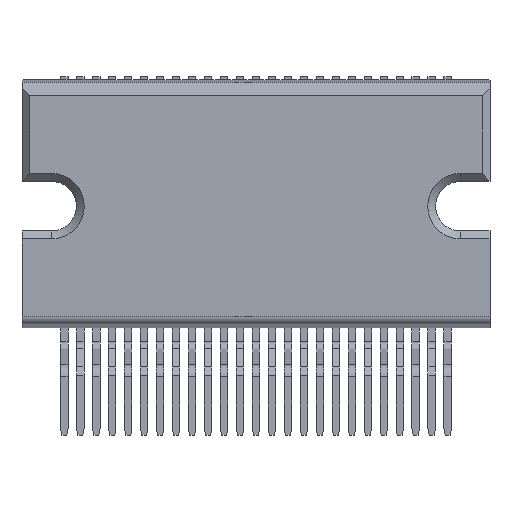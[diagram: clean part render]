
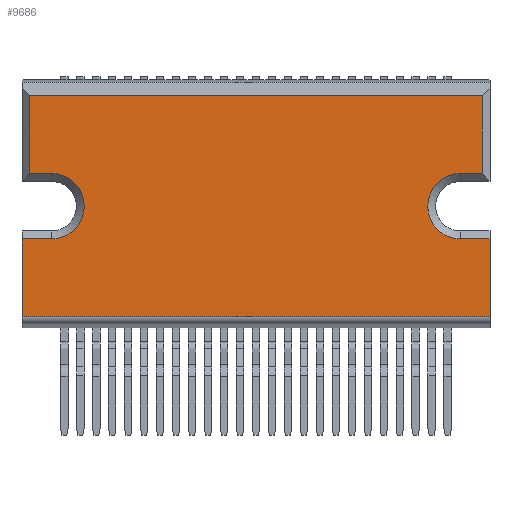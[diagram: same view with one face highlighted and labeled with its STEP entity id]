
A CAD part, front view. The second image highlights one B-rep face of the part: STEP entity #9686.
In plain terms, the highlighted planar face has unit normal (0, -1, 0).
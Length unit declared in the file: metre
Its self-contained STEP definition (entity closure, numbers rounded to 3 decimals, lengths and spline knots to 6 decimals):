
#160=CIRCLE('',#10543,0.00205);
#161=CIRCLE('',#10544,0.00205);
#1502=ORIENTED_EDGE('',*,*,#3856,.T.);
#1503=ORIENTED_EDGE('',*,*,#3880,.T.);
#1504=ORIENTED_EDGE('',*,*,#3881,.T.);
#1505=ORIENTED_EDGE('',*,*,#3882,.T.);
#1506=ORIENTED_EDGE('',*,*,#3883,.T.);
#1507=ORIENTED_EDGE('',*,*,#3884,.T.);
#1508=ORIENTED_EDGE('',*,*,#3885,.T.);
#1509=ORIENTED_EDGE('',*,*,#3886,.T.);
#1510=ORIENTED_EDGE('',*,*,#3887,.T.);
#1511=ORIENTED_EDGE('',*,*,#3888,.T.);
#1512=ORIENTED_EDGE('',*,*,#3862,.F.);
#1513=ORIENTED_EDGE('',*,*,#3889,.F.);
#3856=EDGE_CURVE('',#5125,#5124,#6084,.T.);
#3862=EDGE_CURVE('',#5129,#5130,#6088,.T.);
#3880=EDGE_CURVE('',#5124,#5144,#6102,.T.);
#3881=EDGE_CURVE('',#5144,#5145,#160,.F.);
#3882=EDGE_CURVE('',#5145,#5146,#6103,.T.);
#3883=EDGE_CURVE('',#5146,#5147,#6104,.T.);
#3884=EDGE_CURVE('',#5147,#5148,#6105,.T.);
#3885=EDGE_CURVE('',#5148,#5149,#6106,.T.);
#3886=EDGE_CURVE('',#5149,#5150,#6107,.T.);
#3887=EDGE_CURVE('',#5150,#5151,#161,.F.);
#3888=EDGE_CURVE('',#5151,#5130,#6108,.T.);
#3889=EDGE_CURVE('',#5125,#5129,#6109,.T.);
#5124=VERTEX_POINT('',#15033);
#5125=VERTEX_POINT('',#15035);
#5129=VERTEX_POINT('',#15046);
#5130=VERTEX_POINT('',#15047);
#5144=VERTEX_POINT('',#15081);
#5145=VERTEX_POINT('',#15083);
#5146=VERTEX_POINT('',#15085);
#5147=VERTEX_POINT('',#15087);
#5148=VERTEX_POINT('',#15089);
#5149=VERTEX_POINT('',#15091);
#5150=VERTEX_POINT('',#15093);
#5151=VERTEX_POINT('',#15095);
#6084=LINE('',#15034,#7242);
#6088=LINE('',#15045,#7246);
#6102=LINE('',#15080,#7260);
#6103=LINE('',#15084,#7261);
#6104=LINE('',#15086,#7262);
#6105=LINE('',#15088,#7263);
#6106=LINE('',#15090,#7264);
#6107=LINE('',#15092,#7265);
#6108=LINE('',#15096,#7266);
#6109=LINE('',#15097,#7267);
#7242=VECTOR('',#12124,1.);
#7246=VECTOR('',#12134,1.);
#7260=VECTOR('',#12160,1.);
#7261=VECTOR('',#12163,1.);
#7262=VECTOR('',#12164,1.);
#7263=VECTOR('',#12165,1.);
#7264=VECTOR('',#12166,1.);
#7265=VECTOR('',#12167,1.);
#7266=VECTOR('',#12170,1.);
#7267=VECTOR('',#12171,1.);
#8132=EDGE_LOOP('',(#1502,#1503,#1504,#1505,#1506,#1507,#1508,#1509,#1510,
#1511,#1512,#1513));
#8710=FACE_BOUND('',#8132,.T.);
#9193=PLANE('',#10542);
#9686=ADVANCED_FACE('',(#8710),#9193,.T.);
#10542=AXIS2_PLACEMENT_3D('',#15079,#12158,#12159);
#10543=AXIS2_PLACEMENT_3D('',#15082,#12161,#12162);
#10544=AXIS2_PLACEMENT_3D('',#15094,#12168,#12169);
#12124=DIRECTION('',(0.,0.,1.));
#12134=DIRECTION('',(0.,0.,1.));
#12158=DIRECTION('',(0.,-1.,0.));
#12159=DIRECTION('',(0.,0.,-1.));
#12160=DIRECTION('',(-1.,0.,0.));
#12161=DIRECTION('',(0.,-1.,0.));
#12162=DIRECTION('',(0.,0.,-1.));
#12163=DIRECTION('',(1.,0.,0.));
#12164=DIRECTION('',(0.,0.,1.));
#12165=DIRECTION('',(-1.,0.,0.));
#12166=DIRECTION('',(0.,0.,-1.));
#12167=DIRECTION('',(1.,0.,0.));
#12168=DIRECTION('',(0.,-1.,0.));
#12169=DIRECTION('',(0.,0.,-1.));
#12170=DIRECTION('',(-1.,0.,0.));
#12171=DIRECTION('',(-1.,0.,0.));
#15033=CARTESIAN_POINT('',(0.01465,-0.01137,0.018583));
#15034=CARTESIAN_POINT('',(0.01465,-0.01137,0.020633));
#15035=CARTESIAN_POINT('',(0.01465,-0.01137,0.013708));
#15045=CARTESIAN_POINT('',(-0.01465,-0.01137,0.020633));
#15046=CARTESIAN_POINT('',(-0.01465,-0.01137,0.013708));
#15047=CARTESIAN_POINT('',(-0.01465,-0.01137,0.018583));
#15079=CARTESIAN_POINT('',(0.01465,-0.01137,0.020633));
#15080=CARTESIAN_POINT('',(0.01465,-0.01137,0.018583));
#15081=CARTESIAN_POINT('',(0.0128,-0.01137,0.018583));
#15082=CARTESIAN_POINT('',(0.0128,-0.01137,0.020633));
#15083=CARTESIAN_POINT('',(0.0128,-0.01137,0.022683));
#15084=CARTESIAN_POINT('',(0.01465,-0.01137,0.022683));
#15085=CARTESIAN_POINT('',(0.01415,-0.01137,0.022683));
#15086=CARTESIAN_POINT('',(0.01415,-0.01137,0.020633));
#15087=CARTESIAN_POINT('',(0.01415,-0.01137,0.027558));
#15088=CARTESIAN_POINT('',(0.01465,-0.01137,0.027558));
#15089=CARTESIAN_POINT('',(-0.01415,-0.01137,0.027558));
#15090=CARTESIAN_POINT('',(-0.01415,-0.01137,0.022183));
#15091=CARTESIAN_POINT('',(-0.01415,-0.01137,0.022683));
#15092=CARTESIAN_POINT('',(0.01465,-0.01137,0.022683));
#15093=CARTESIAN_POINT('',(-0.0128,-0.01137,0.022683));
#15094=CARTESIAN_POINT('',(-0.0128,-0.01137,0.020633));
#15095=CARTESIAN_POINT('',(-0.0128,-0.01137,0.018583));
#15096=CARTESIAN_POINT('',(-0.01465,-0.01137,0.018583));
#15097=CARTESIAN_POINT('',(0.01465,-0.01137,0.013708));
